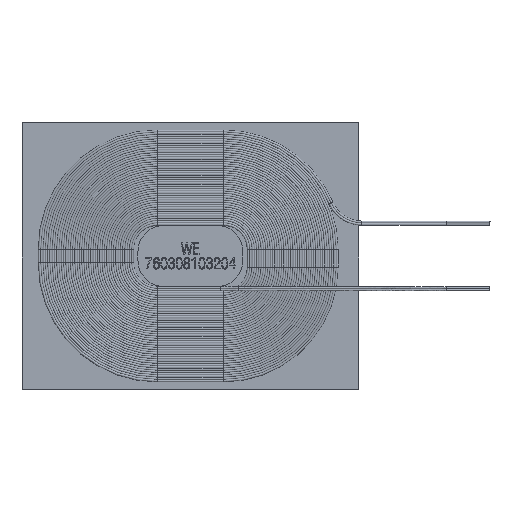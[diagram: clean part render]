
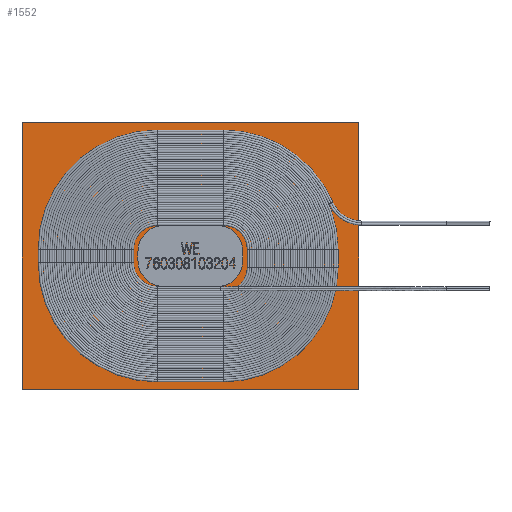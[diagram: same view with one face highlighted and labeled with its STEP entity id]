
A CAD part, top view. The second image highlights one B-rep face of the part: STEP entity #1552.
In plain terms, the highlighted planar face has unit normal (0, 0, 1).
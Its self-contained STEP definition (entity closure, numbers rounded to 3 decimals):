
#1552 = ADVANCED_FACE( '', ( #3070 ), #3071, .T. );
#3070 = FACE_OUTER_BOUND( '', #4740, .T. );
#3071 = PLANE( '', #4741 );
#4740 = EDGE_LOOP( '', ( #8796, #8797, #8798, #8799 ) );
#4741 = AXIS2_PLACEMENT_3D( '', #8800, #8801, #8802 );
#8796 = ORIENTED_EDGE( '', *, *, #10320, .T. );
#8797 = ORIENTED_EDGE( '', *, *, #9844, .T. );
#8798 = ORIENTED_EDGE( '', *, *, #11104, .T. );
#8799 = ORIENTED_EDGE( '', *, *, #9910, .T. );
#8800 = CARTESIAN_POINT( '', ( 0., 0., 0.55 ) );
#8801 = DIRECTION( '', ( 0., 0., 1. ) );
#8802 = DIRECTION( '', ( 1., 0., 0. ) );
#9844 = EDGE_CURVE( '', #11471, #11469, #11472, .T. );
#9910 = EDGE_CURVE( '', #11587, #11585, #11588, .T. );
#10320 = EDGE_CURVE( '', #11585, #11471, #12223, .T. );
#11104 = EDGE_CURVE( '', #11469, #11587, #13224, .T. );
#11469 = VERTEX_POINT( '', #13769 );
#11471 = VERTEX_POINT( '', #13772 );
#11472 = LINE( '', #13773, #13774 );
#11585 = VERTEX_POINT( '', #14014 );
#11587 = VERTEX_POINT( '', #14017 );
#11588 = LINE( '', #14018, #14019 );
#12223 = LINE( '', #15437, #15438 );
#13224 = LINE( '', #17388, #17389 );
#13769 = CARTESIAN_POINT( '', ( 19.25, -15.25, 0.55 ) );
#13772 = CARTESIAN_POINT( '', ( -19.25, -15.25, 0.55 ) );
#13773 = CARTESIAN_POINT( '', ( -19.25, -15.25, 0.55 ) );
#13774 = VECTOR( '', #17765, 1000. );
#14014 = CARTESIAN_POINT( '', ( -19.25, 15.25, 0.55 ) );
#14017 = CARTESIAN_POINT( '', ( 19.25, 15.25, 0.55 ) );
#14018 = CARTESIAN_POINT( '', ( 19.25, 15.25, 0.55 ) );
#14019 = VECTOR( '', #17857, 1000. );
#15437 = CARTESIAN_POINT( '', ( -19.25, 15.25, 0.55 ) );
#15438 = VECTOR( '', #18469, 1000. );
#17388 = CARTESIAN_POINT( '', ( 19.25, -15.25, 0.55 ) );
#17389 = VECTOR( '', #19357, 1000. );
#17765 = DIRECTION( '', ( 1., 0., 0. ) );
#17857 = DIRECTION( '', ( -1., 0., 0. ) );
#18469 = DIRECTION( '', ( 0., -1., 0. ) );
#19357 = DIRECTION( '', ( 0., 1., 0. ) );
